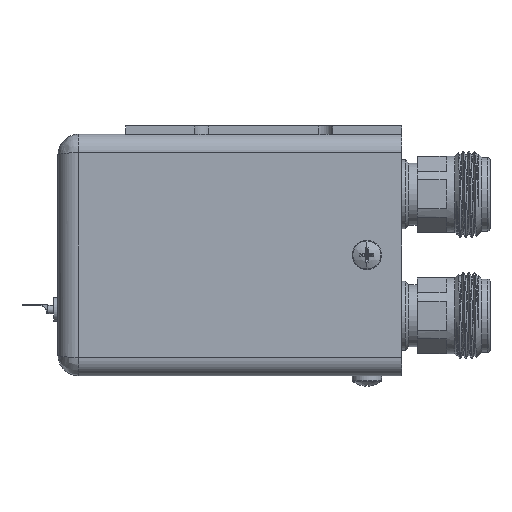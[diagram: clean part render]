
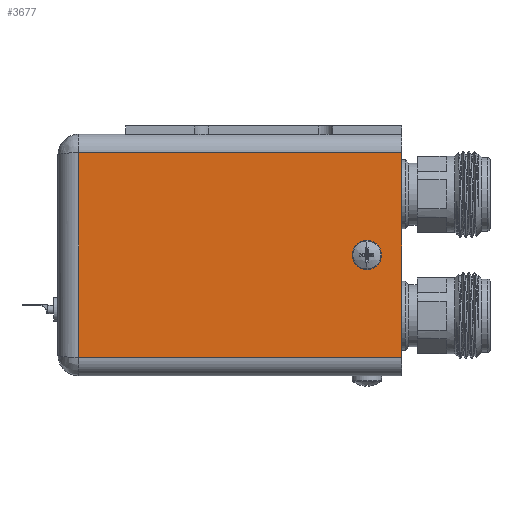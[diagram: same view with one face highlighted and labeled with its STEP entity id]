
A CAD part, left-side view. The second image highlights one B-rep face of the part: STEP entity #3677.
In plain terms, the highlighted planar face has unit normal (-1, 0, 0).
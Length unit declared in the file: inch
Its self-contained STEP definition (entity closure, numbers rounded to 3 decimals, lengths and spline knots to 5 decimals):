
#552 = CARTESIAN_POINT ( 'NONE',  ( -0.875, 2.34, 0.741 ) ) ;
#1050 = DIRECTION ( 'NONE',  ( -1., 0., 0. ) ) ;
#1245 = AXIS2_PLACEMENT_3D ( 'NONE', #3232, #3975, #26616 ) ;
#1343 = CARTESIAN_POINT ( 'NONE',  ( -0.875, 0.252, 0. ) ) ;
#1427 = DIRECTION ( 'NONE',  ( 0., 0., 1. ) ) ;
#1688 = CARTESIAN_POINT ( 'NONE',  ( -0.875, 2.34, -0.741 ) ) ;
#1859 = CARTESIAN_POINT ( 'NONE',  ( -0.875, 0.252, 0. ) ) ;
#2235 = VERTEX_POINT ( 'NONE', #6688 ) ;
#3232 = CARTESIAN_POINT ( 'NONE',  ( -0.875, 2.49, 0.875 ) ) ;
#3403 = LINE ( 'NONE', #17616, #29425 ) ;
#3677 = ADVANCED_FACE ( 'NONE', ( #24174, #12268 ), #21576, .F. ) ;
#3966 = CARTESIAN_POINT ( 'NONE',  ( -0.875, 2.49, -0.741 ) ) ;
#3973 = VERTEX_POINT ( 'NONE', #8221 ) ;
#3975 = DIRECTION ( 'NONE',  ( 1., 0., 0. ) ) ;
#4953 = EDGE_CURVE ( 'NONE', #3973, #18087, #11619, .T. ) ;
#6121 = ORIENTED_EDGE ( 'NONE', *, *, #4953, .F. ) ;
#6169 = DIRECTION ( 'NONE',  ( 0., -1., 0. ) ) ;
#6688 = CARTESIAN_POINT ( 'NONE',  ( -0.875, 0., -0.741 ) ) ;
#6977 = VECTOR ( 'NONE', #1427, 39.37008 ) ;
#7422 = ORIENTED_EDGE ( 'NONE', *, *, #21922, .F. ) ;
#8122 = VERTEX_POINT ( 'NONE', #552 ) ;
#8214 = AXIS2_PLACEMENT_3D ( 'NONE', #1859, #29673, #25094 ) ;
#8221 = CARTESIAN_POINT ( 'NONE',  ( -0.875, 0.252, 0.0675 ) ) ;
#9607 = EDGE_CURVE ( 'NONE', #8122, #29584, #3403, .T. ) ;
#10155 = VERTEX_POINT ( 'NONE', #1688 ) ;
#10220 = CARTESIAN_POINT ( 'NONE',  ( -0.875, 0., 0.741 ) ) ;
#11269 = EDGE_CURVE ( 'NONE', #18087, #3973, #22885, .T. ) ;
#11619 = CIRCLE ( 'NONE', #8214, 0.0675 ) ;
#11848 = CARTESIAN_POINT ( 'NONE',  ( -0.875, 0.252, -0.0675 ) ) ;
#12116 = EDGE_LOOP ( 'NONE', ( #6121, #18524 ) ) ;
#12268 = FACE_BOUND ( 'NONE', #12116, .T. ) ;
#13578 = LINE ( 'NONE', #3966, #26360 ) ;
#16086 = ORIENTED_EDGE ( 'NONE', *, *, #20444, .F. ) ;
#16760 = ORIENTED_EDGE ( 'NONE', *, *, #9607, .F. ) ;
#17616 = CARTESIAN_POINT ( 'NONE',  ( -0.875, 2.49, 0.741 ) ) ;
#17998 = AXIS2_PLACEMENT_3D ( 'NONE', #1343, #1050, #28858 ) ;
#18087 = VERTEX_POINT ( 'NONE', #11848 ) ;
#18362 = LINE ( 'NONE', #20367, #22862 ) ;
#18524 = ORIENTED_EDGE ( 'NONE', *, *, #11269, .F. ) ;
#20367 = CARTESIAN_POINT ( 'NONE',  ( -0.875, 2.34, 0.875 ) ) ;
#20444 = EDGE_CURVE ( 'NONE', #10155, #8122, #18362, .T. ) ;
#21398 = EDGE_LOOP ( 'NONE', ( #7422, #21580, #16760, #16086 ) ) ;
#21576 = PLANE ( 'NONE',  #1245 ) ;
#21580 = ORIENTED_EDGE ( 'NONE', *, *, #26793, .T. ) ;
#21922 = EDGE_CURVE ( 'NONE', #2235, #10155, #13578, .T. ) ;
#22452 = DIRECTION ( 'NONE',  ( 0., 1., 0. ) ) ;
#22813 = DIRECTION ( 'NONE',  ( 0., 0., 1. ) ) ;
#22862 = VECTOR ( 'NONE', #22813, 39.37008 ) ;
#22885 = CIRCLE ( 'NONE', #17998, 0.0675 ) ;
#24174 = FACE_OUTER_BOUND ( 'NONE', #21398, .T. ) ;
#24808 = LINE ( 'NONE', #27407, #6977 ) ;
#25094 = DIRECTION ( 'NONE',  ( 0., 0., 1. ) ) ;
#26360 = VECTOR ( 'NONE', #22452, 39.37008 ) ;
#26616 = DIRECTION ( 'NONE',  ( 0., 0., -1. ) ) ;
#26793 = EDGE_CURVE ( 'NONE', #2235, #29584, #24808, .T. ) ;
#27407 = CARTESIAN_POINT ( 'NONE',  ( -0.875, 0., 0. ) ) ;
#28858 = DIRECTION ( 'NONE',  ( 0., 0., 1. ) ) ;
#29425 = VECTOR ( 'NONE', #6169, 39.37008 ) ;
#29584 = VERTEX_POINT ( 'NONE', #10220 ) ;
#29673 = DIRECTION ( 'NONE',  ( -1., 0., 0. ) ) ;
